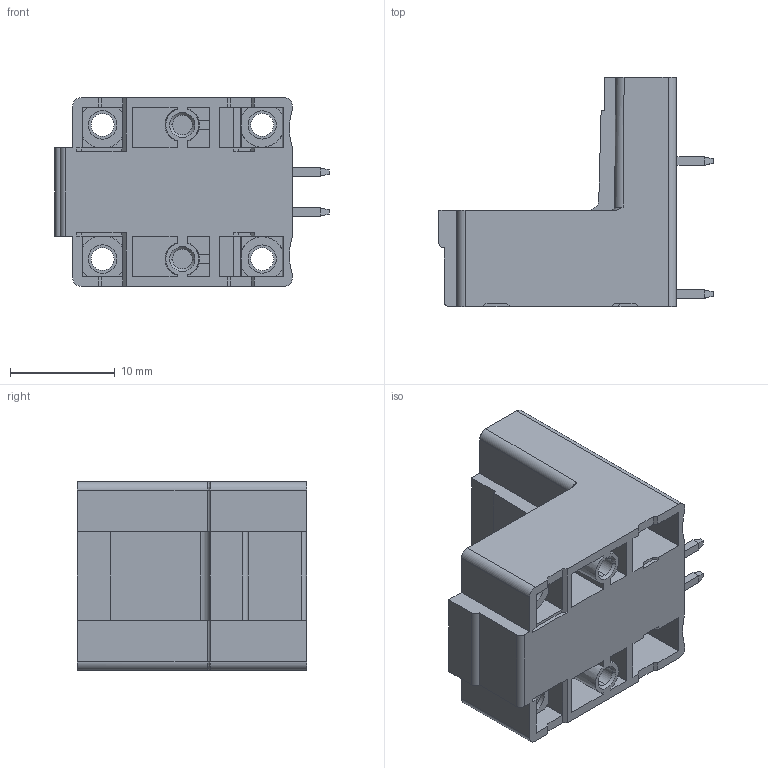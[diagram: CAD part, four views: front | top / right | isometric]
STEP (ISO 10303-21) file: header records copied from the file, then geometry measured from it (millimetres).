
FILE_DESCRIPTION((''),'2;1');
FILE_NAME('TLPHDW-105R-1','2024-09-24T10:21:12',('sheji109'),(''),'CREO PARAMETRIC BY PTC INC, 2018100','CREO PARAMETRIC BY PTC INC, 2018100','');
FILE_SCHEMA(('CONFIG_CONTROL_DESIGN'));
Length unit declared in the file: millimetre
Products named in the file (1): TLPHDW-105R-1
Bounding box: 26.2 x 21.9 x 18.01 mm (x, y, z)
Volume: 3322 mm3; surface area: 4648.9 mm2
Topology: 1 solids, 1 shells, 509 faces, 1391 edges, 909 vertices
Faces by surface type: plane 378, cylinder 115, cone 12, sphere 2, bspline 2
Entity records: 16122 total; most frequent: CARTESIAN_POINT 3027, ORIENTED_EDGE 2778, DIRECTION 2620, EDGE_CURVE 1389, VECTOR 1084, LINE 1084, VERTEX_POINT 909, AXIS2_PLACEMENT_3D 768
